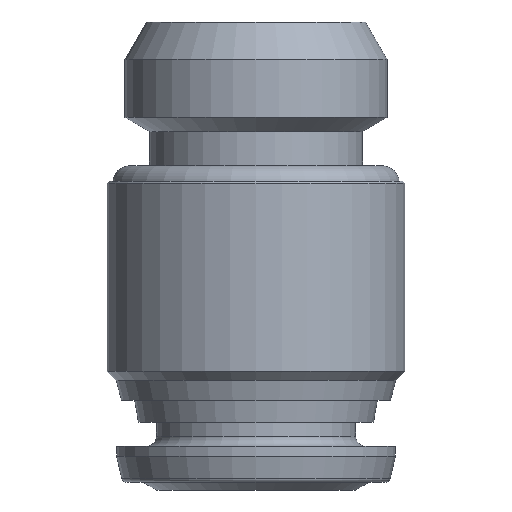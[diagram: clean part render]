
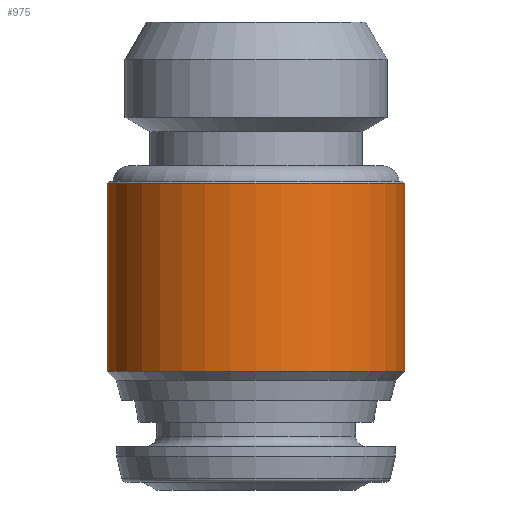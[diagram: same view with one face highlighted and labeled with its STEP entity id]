
A CAD part, front view. The second image highlights one B-rep face of the part: STEP entity #975.
In plain terms, the highlighted cylindrical face has radius 7.475 mm (diameter 14.95 mm), a full revolution.
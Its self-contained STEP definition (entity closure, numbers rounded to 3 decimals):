
#59=CIRCLE('',#1046,7.475);
#60=CIRCLE('',#1048,7.475);
#85=CYLINDRICAL_SURFACE('',#1047,7.475);
#223=ORIENTED_EDGE('',*,*,#333,.F.);
#224=ORIENTED_EDGE('',*,*,#332,.T.);
#332=EDGE_CURVE('',#396,#396,#59,.T.);
#333=EDGE_CURVE('',#397,#397,#60,.T.);
#396=VERTEX_POINT('',#1470);
#397=VERTEX_POINT('',#1473);
#498=EDGE_LOOP('',(#223));
#499=EDGE_LOOP('',(#224));
#572=FACE_BOUND('',#498,.T.);
#573=FACE_BOUND('',#499,.T.);
#975=ADVANCED_FACE('',(#572,#573),#85,.T.);
#1046=AXIS2_PLACEMENT_3D('',#1469,#1203,#1204);
#1047=AXIS2_PLACEMENT_3D('',#1471,#1205,#1206);
#1048=AXIS2_PLACEMENT_3D('',#1472,#1207,#1208);
#1203=DIRECTION('',(0.,0.,-1.));
#1204=DIRECTION('',(-1.,0.,0.));
#1205=DIRECTION('',(0.,0.,-1.));
#1206=DIRECTION('',(-1.,0.,0.));
#1207=DIRECTION('',(0.,0.,-1.));
#1208=DIRECTION('',(-1.,0.,0.));
#1469=CARTESIAN_POINT('',(0.,0.,-8.1));
#1470=CARTESIAN_POINT('',(-7.475,0.,-8.1));
#1471=CARTESIAN_POINT('',(0.,0.,-23.5));
#1472=CARTESIAN_POINT('',(0.,0.,-17.543));
#1473=CARTESIAN_POINT('',(-7.475,0.,-17.543));
